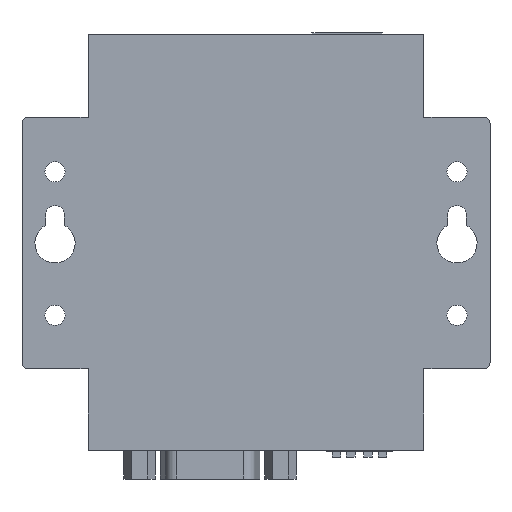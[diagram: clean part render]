
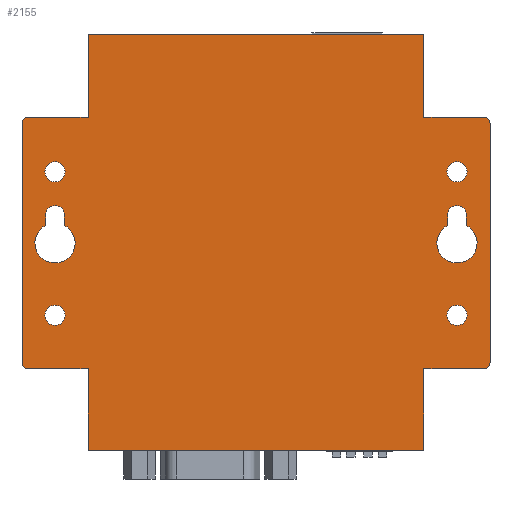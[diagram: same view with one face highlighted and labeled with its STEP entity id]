
A CAD part, front view. The second image highlights one B-rep face of the part: STEP entity #2155.
In plain terms, the highlighted planar face has unit normal (0, -1, 0).
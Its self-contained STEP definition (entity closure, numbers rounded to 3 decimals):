
#15=FACE_BOUND('',#297,.T.);
#16=FACE_BOUND('',#298,.T.);
#17=FACE_BOUND('',#299,.T.);
#18=FACE_BOUND('',#300,.T.);
#19=FACE_BOUND('',#301,.T.);
#20=FACE_BOUND('',#302,.T.);
#66=PLANE('',#2289);
#166=FACE_OUTER_BOUND('',#296,.T.);
#296=EDGE_LOOP('',(#1530,#1531,#1532,#1533,#1534,#1535,#1536,#1537,#1538,
#1539,#1540,#1541,#1542,#1543,#1544,#1545));
#297=EDGE_LOOP('',(#1546));
#298=EDGE_LOOP('',(#1547));
#299=EDGE_LOOP('',(#1548,#1549,#1550,#1551));
#300=EDGE_LOOP('',(#1552));
#301=EDGE_LOOP('',(#1553));
#302=EDGE_LOOP('',(#1554,#1555,#1556,#1557));
#476=LINE('',#3113,#714);
#479=LINE('',#3119,#717);
#480=LINE('',#3121,#718);
#481=LINE('',#3123,#719);
#482=LINE('',#3125,#720);
#483=LINE('',#3127,#721);
#484=LINE('',#3131,#722);
#485=LINE('',#3135,#723);
#486=LINE('',#3137,#724);
#487=LINE('',#3139,#725);
#488=LINE('',#3141,#726);
#489=LINE('',#3143,#727);
#490=LINE('',#3153,#728);
#491=LINE('',#3156,#729);
#492=LINE('',#3165,#730);
#493=LINE('',#3168,#731);
#714=VECTOR('',#2489,41.75);
#717=VECTOR('',#2494,10.5);
#718=VECTOR('',#2495,14.5);
#719=VECTOR('',#2496,58.5);
#720=VECTOR('',#2497,14.5);
#721=VECTOR('',#2498,10.5);
#722=VECTOR('',#2501,41.75);
#723=VECTOR('',#2504,10.5);
#724=VECTOR('',#2505,14.25);
#725=VECTOR('',#2506,58.5);
#726=VECTOR('',#2507,14.25);
#727=VECTOR('',#2508,10.5);
#728=VECTOR('',#2517,1.775);
#729=VECTOR('',#2520,1.775);
#730=VECTOR('',#2527,1.775);
#731=VECTOR('',#2530,1.775);
#951=CIRCLE('',#2287,1.);
#952=CIRCLE('',#2290,1.);
#953=CIRCLE('',#2291,1.);
#954=CIRCLE('',#2292,1.);
#955=CIRCLE('',#2293,1.75);
#956=CIRCLE('',#2294,1.75);
#957=CIRCLE('',#2295,3.5);
#958=CIRCLE('',#2296,1.625);
#959=CIRCLE('',#2297,1.75);
#960=CIRCLE('',#2298,1.75);
#961=CIRCLE('',#2299,3.5);
#962=CIRCLE('',#2300,1.625);
#1014=VERTEX_POINT('',#3106);
#1015=VERTEX_POINT('',#3108);
#1016=VERTEX_POINT('',#3112);
#1018=VERTEX_POINT('',#3118);
#1019=VERTEX_POINT('',#3120);
#1020=VERTEX_POINT('',#3122);
#1021=VERTEX_POINT('',#3124);
#1022=VERTEX_POINT('',#3126);
#1023=VERTEX_POINT('',#3128);
#1024=VERTEX_POINT('',#3130);
#1025=VERTEX_POINT('',#3132);
#1026=VERTEX_POINT('',#3134);
#1027=VERTEX_POINT('',#3136);
#1028=VERTEX_POINT('',#3138);
#1029=VERTEX_POINT('',#3140);
#1030=VERTEX_POINT('',#3142);
#1031=VERTEX_POINT('',#3145);
#1032=VERTEX_POINT('',#3147);
#1033=VERTEX_POINT('',#3149);
#1034=VERTEX_POINT('',#3150);
#1035=VERTEX_POINT('',#3152);
#1036=VERTEX_POINT('',#3154);
#1037=VERTEX_POINT('',#3157);
#1038=VERTEX_POINT('',#3159);
#1039=VERTEX_POINT('',#3161);
#1040=VERTEX_POINT('',#3162);
#1041=VERTEX_POINT('',#3164);
#1042=VERTEX_POINT('',#3166);
#1224=EDGE_CURVE('',#1014,#1015,#951,.T.);
#1226=EDGE_CURVE('',#1016,#1015,#476,.T.);
#1229=EDGE_CURVE('',#1014,#1018,#479,.T.);
#1230=EDGE_CURVE('',#1018,#1019,#480,.T.);
#1231=EDGE_CURVE('',#1020,#1019,#481,.T.);
#1232=EDGE_CURVE('',#1020,#1021,#482,.T.);
#1233=EDGE_CURVE('',#1022,#1021,#483,.T.);
#1234=EDGE_CURVE('',#1023,#1022,#952,.T.);
#1235=EDGE_CURVE('',#1024,#1023,#484,.T.);
#1236=EDGE_CURVE('',#1025,#1024,#953,.T.);
#1237=EDGE_CURVE('',#1026,#1025,#485,.T.);
#1238=EDGE_CURVE('',#1026,#1027,#486,.T.);
#1239=EDGE_CURVE('',#1028,#1027,#487,.T.);
#1240=EDGE_CURVE('',#1028,#1029,#488,.T.);
#1241=EDGE_CURVE('',#1029,#1030,#489,.T.);
#1242=EDGE_CURVE('',#1016,#1030,#954,.T.);
#1243=EDGE_CURVE('',#1031,#1031,#955,.T.);
#1244=EDGE_CURVE('',#1032,#1032,#956,.T.);
#1245=EDGE_CURVE('',#1033,#1034,#957,.T.);
#1246=EDGE_CURVE('',#1035,#1033,#490,.T.);
#1247=EDGE_CURVE('',#1036,#1035,#958,.T.);
#1248=EDGE_CURVE('',#1034,#1036,#491,.T.);
#1249=EDGE_CURVE('',#1037,#1037,#959,.T.);
#1250=EDGE_CURVE('',#1038,#1038,#960,.T.);
#1251=EDGE_CURVE('',#1039,#1040,#961,.T.);
#1252=EDGE_CURVE('',#1040,#1041,#492,.T.);
#1253=EDGE_CURVE('',#1041,#1042,#962,.T.);
#1254=EDGE_CURVE('',#1042,#1039,#493,.T.);
#1530=ORIENTED_EDGE('',*,*,#1224,.F.);
#1531=ORIENTED_EDGE('',*,*,#1229,.T.);
#1532=ORIENTED_EDGE('',*,*,#1230,.T.);
#1533=ORIENTED_EDGE('',*,*,#1231,.F.);
#1534=ORIENTED_EDGE('',*,*,#1232,.T.);
#1535=ORIENTED_EDGE('',*,*,#1233,.F.);
#1536=ORIENTED_EDGE('',*,*,#1234,.F.);
#1537=ORIENTED_EDGE('',*,*,#1235,.F.);
#1538=ORIENTED_EDGE('',*,*,#1236,.F.);
#1539=ORIENTED_EDGE('',*,*,#1237,.F.);
#1540=ORIENTED_EDGE('',*,*,#1238,.T.);
#1541=ORIENTED_EDGE('',*,*,#1239,.F.);
#1542=ORIENTED_EDGE('',*,*,#1240,.T.);
#1543=ORIENTED_EDGE('',*,*,#1241,.T.);
#1544=ORIENTED_EDGE('',*,*,#1242,.F.);
#1545=ORIENTED_EDGE('',*,*,#1226,.T.);
#1546=ORIENTED_EDGE('',*,*,#1243,.F.);
#1547=ORIENTED_EDGE('',*,*,#1244,.F.);
#1548=ORIENTED_EDGE('',*,*,#1245,.F.);
#1549=ORIENTED_EDGE('',*,*,#1246,.F.);
#1550=ORIENTED_EDGE('',*,*,#1247,.F.);
#1551=ORIENTED_EDGE('',*,*,#1248,.F.);
#1552=ORIENTED_EDGE('',*,*,#1249,.T.);
#1553=ORIENTED_EDGE('',*,*,#1250,.T.);
#1554=ORIENTED_EDGE('',*,*,#1251,.T.);
#1555=ORIENTED_EDGE('',*,*,#1252,.T.);
#1556=ORIENTED_EDGE('',*,*,#1253,.T.);
#1557=ORIENTED_EDGE('',*,*,#1254,.T.);
#2155=ADVANCED_FACE('',(#166,#15,#16,#17,#18,#19,#20),#66,.T.);
#2287=AXIS2_PLACEMENT_3D('',#3109,#2484,#2485);
#2289=AXIS2_PLACEMENT_3D('',#3117,#2492,#2493);
#2290=AXIS2_PLACEMENT_3D('',#3129,#2499,#2500);
#2291=AXIS2_PLACEMENT_3D('',#3133,#2502,#2503);
#2292=AXIS2_PLACEMENT_3D('',#3144,#2509,#2510);
#2293=AXIS2_PLACEMENT_3D('',#3146,#2511,#2512);
#2294=AXIS2_PLACEMENT_3D('',#3148,#2513,#2514);
#2295=AXIS2_PLACEMENT_3D('',#3151,#2515,#2516);
#2296=AXIS2_PLACEMENT_3D('',#3155,#2518,#2519);
#2297=AXIS2_PLACEMENT_3D('',#3158,#2521,#2522);
#2298=AXIS2_PLACEMENT_3D('',#3160,#2523,#2524);
#2299=AXIS2_PLACEMENT_3D('',#3163,#2525,#2526);
#2300=AXIS2_PLACEMENT_3D('',#3167,#2528,#2529);
#2484=DIRECTION('center_axis',(0.,1.,0.));
#2485=DIRECTION('ref_axis',(0.707,0.,0.707));
#2489=DIRECTION('',(0.,0.,1.));
#2492=DIRECTION('center_axis',(0.,-1.,0.));
#2493=DIRECTION('ref_axis',(1.,0.,0.));
#2494=DIRECTION('',(-1.,0.,0.));
#2495=DIRECTION('',(0.,0.,1.));
#2496=DIRECTION('',(1.,0.,0.));
#2497=DIRECTION('',(0.,0.,-1.));
#2498=DIRECTION('',(1.,0.,0.));
#2499=DIRECTION('center_axis',(0.,1.,0.));
#2500=DIRECTION('ref_axis',(-0.707,0.,0.707));
#2501=DIRECTION('',(0.,0.,1.));
#2502=DIRECTION('center_axis',(0.,1.,0.));
#2503=DIRECTION('ref_axis',(-0.707,0.,-0.707));
#2504=DIRECTION('',(-1.,0.,0.));
#2505=DIRECTION('',(0.,0.,-1.));
#2506=DIRECTION('',(-1.,0.,0.));
#2507=DIRECTION('',(0.,0.,1.));
#2508=DIRECTION('',(1.,0.,0.));
#2509=DIRECTION('center_axis',(0.,1.,0.));
#2510=DIRECTION('ref_axis',(0.707,0.,-0.707));
#2511=DIRECTION('center_axis',(0.,-1.,0.));
#2512=DIRECTION('ref_axis',(1.,0.,0.));
#2513=DIRECTION('center_axis',(0.,-1.,0.));
#2514=DIRECTION('ref_axis',(1.,0.,0.));
#2515=DIRECTION('center_axis',(0.,-1.,0.));
#2516=DIRECTION('ref_axis',(-1.,0.,0.));
#2517=DIRECTION('',(0.,0.,-1.));
#2518=DIRECTION('center_axis',(0.,-1.,0.));
#2519=DIRECTION('ref_axis',(-1.,0.,0.));
#2520=DIRECTION('',(0.,0.,1.));
#2521=DIRECTION('center_axis',(0.,1.,0.));
#2522=DIRECTION('ref_axis',(-1.,0.,0.));
#2523=DIRECTION('center_axis',(0.,1.,0.));
#2524=DIRECTION('ref_axis',(-1.,0.,0.));
#2525=DIRECTION('center_axis',(0.,1.,0.));
#2526=DIRECTION('ref_axis',(1.,0.,0.));
#2527=DIRECTION('',(0.,0.,1.));
#2528=DIRECTION('center_axis',(0.,1.,0.));
#2529=DIRECTION('ref_axis',(1.,0.,0.));
#2530=DIRECTION('',(0.,0.,-1.));
#3106=CARTESIAN_POINT('',(39.75,-11.375,21.75));
#3108=CARTESIAN_POINT('',(40.75,-11.375,20.75));
#3109=CARTESIAN_POINT('Origin',(39.75,-11.375,20.75));
#3112=CARTESIAN_POINT('',(40.75,-11.375,-21.));
#3113=CARTESIAN_POINT('',(40.75,-11.375,-22.));
#3117=CARTESIAN_POINT('Origin',(-29.25,-11.375,0.));
#3118=CARTESIAN_POINT('',(29.25,-11.375,21.75));
#3119=CARTESIAN_POINT('',(40.75,-11.375,21.75));
#3120=CARTESIAN_POINT('',(29.25,-11.375,36.25));
#3121=CARTESIAN_POINT('',(29.25,-11.375,0.));
#3122=CARTESIAN_POINT('',(-29.25,-11.375,36.25));
#3123=CARTESIAN_POINT('',(-29.25,-11.375,36.25));
#3124=CARTESIAN_POINT('',(-29.25,-11.375,21.75));
#3125=CARTESIAN_POINT('',(-29.25,-11.375,0.));
#3126=CARTESIAN_POINT('',(-39.75,-11.375,21.75));
#3127=CARTESIAN_POINT('',(-40.75,-11.375,21.75));
#3128=CARTESIAN_POINT('',(-40.75,-11.375,20.75));
#3129=CARTESIAN_POINT('Origin',(-39.75,-11.375,20.75));
#3130=CARTESIAN_POINT('',(-40.75,-11.375,-21.));
#3131=CARTESIAN_POINT('',(-40.75,-11.375,-22.));
#3132=CARTESIAN_POINT('',(-39.75,-11.375,-22.));
#3133=CARTESIAN_POINT('Origin',(-39.75,-11.375,-21.));
#3134=CARTESIAN_POINT('',(-29.25,-11.375,-22.));
#3135=CARTESIAN_POINT('',(-29.25,-11.375,-22.));
#3136=CARTESIAN_POINT('',(-29.25,-11.375,-36.25));
#3137=CARTESIAN_POINT('',(-29.25,-11.375,0.));
#3138=CARTESIAN_POINT('',(29.25,-11.375,-36.25));
#3139=CARTESIAN_POINT('',(-29.25,-11.375,-36.25));
#3140=CARTESIAN_POINT('',(29.25,-11.375,-22.));
#3141=CARTESIAN_POINT('',(29.25,-11.375,0.));
#3142=CARTESIAN_POINT('',(39.75,-11.375,-22.));
#3143=CARTESIAN_POINT('',(29.25,-11.375,-22.));
#3144=CARTESIAN_POINT('Origin',(39.75,-11.375,-21.));
#3145=CARTESIAN_POINT('',(33.25,-11.375,12.25));
#3146=CARTESIAN_POINT('Origin',(35.,-11.375,12.25));
#3147=CARTESIAN_POINT('',(33.25,-11.375,-12.75));
#3148=CARTESIAN_POINT('Origin',(35.,-11.375,-12.75));
#3149=CARTESIAN_POINT('',(33.375,-11.375,2.975));
#3150=CARTESIAN_POINT('',(36.625,-11.375,2.975));
#3151=CARTESIAN_POINT('Origin',(35.,-11.375,-0.125));
#3152=CARTESIAN_POINT('',(33.375,-11.375,4.75));
#3153=CARTESIAN_POINT('',(33.375,-11.375,2.312));
#3154=CARTESIAN_POINT('',(36.625,-11.375,4.75));
#3155=CARTESIAN_POINT('Origin',(35.,-11.375,4.75));
#3156=CARTESIAN_POINT('',(36.625,-11.375,1.425));
#3157=CARTESIAN_POINT('',(-33.25,-11.375,12.25));
#3158=CARTESIAN_POINT('Origin',(-35.,-11.375,12.25));
#3159=CARTESIAN_POINT('',(-33.25,-11.375,-12.75));
#3160=CARTESIAN_POINT('Origin',(-35.,-11.375,-12.75));
#3161=CARTESIAN_POINT('',(-33.375,-11.375,2.975));
#3162=CARTESIAN_POINT('',(-36.625,-11.375,2.975));
#3163=CARTESIAN_POINT('Origin',(-35.,-11.375,-0.125));
#3164=CARTESIAN_POINT('',(-36.625,-11.375,4.75));
#3165=CARTESIAN_POINT('',(-36.625,-11.375,1.425));
#3166=CARTESIAN_POINT('',(-33.375,-11.375,4.75));
#3167=CARTESIAN_POINT('Origin',(-35.,-11.375,4.75));
#3168=CARTESIAN_POINT('',(-33.375,-11.375,2.312));
